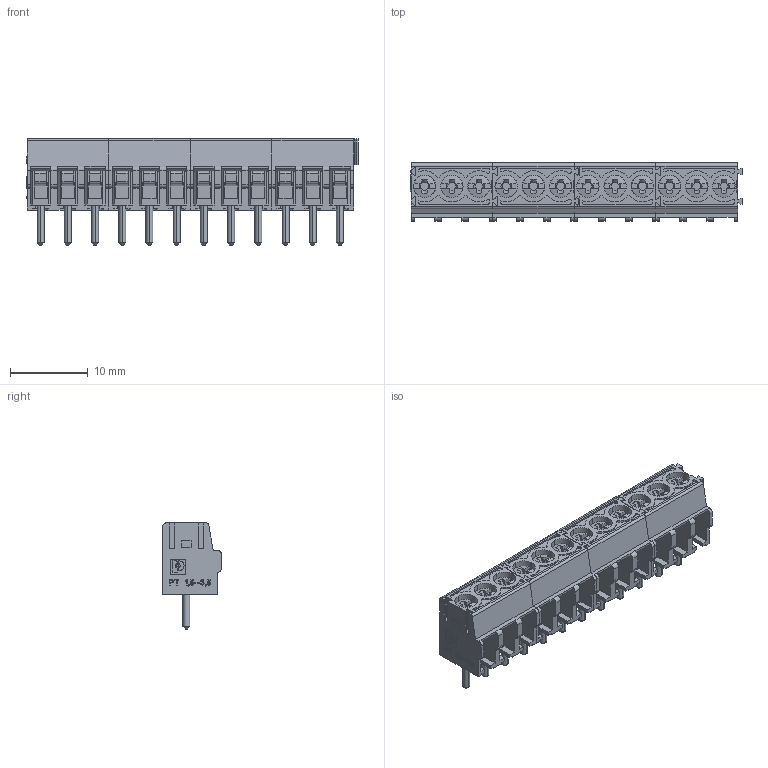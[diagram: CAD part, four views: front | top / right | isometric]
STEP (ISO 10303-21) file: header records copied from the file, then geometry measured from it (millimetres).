
FILE_DESCRIPTION(('Creo Elements/Direct Modeling STEP Export'),'2;1');
FILE_NAME('model.stp','2019-05-27T 9:37:02',(''),(''),'Creo Elements/Direct Modeling STEP processor for AP214 (Solid Model)','Creo Elements/Direct Modeling 20.1A 29-Sep-2018 (C) Parametric Technology GmbH','');
FILE_SCHEMA(('AUTOMOTIVE_DESIGN { 1 0 10303 214 1 1 1 1 }'));
Length unit declared in the file: millimetre
Products named in the file (5): LP_PT_1_5_klh_3_5_horizontal.2; AC_PT_1_5_PVH_H0_Schraube.1; AT_PT_1_5_3_50_H; PT_1_5-3-3_50_H.1.1.1; PT_1_5-12-3_50_H
Assembly tree (11 placements, depth 3):
  PT_1_5-12-3_50_H
    PT_1_5-3-3_50_H.1.1.1  x4
      LP_PT_1_5_klh_3_5_horizontal.2
      AC_PT_1_5_PVH_H0_Schraube.1
      AT_PT_1_5_3_50_H
Bounding box: 42.7 x 7.55 x 13.65 mm (x, y, z)
Volume: 1949 mm3; surface area: 5508.5 mm2
Topology: 28 solids, 28 shells, 2752 faces, 7872 edges, 5244 vertices
Faces by surface type: plane 2188, cylinder 448, cone 72, sphere 24, extrusion 20
Entity records: 23042 total; most frequent: CARTESIAN_POINT 3654, ORIENTED_EDGE 3220, DIRECTION 2836, EDGE_CURVE 1610, VECTOR 1380, LINE 1375, VERTEX_POINT 1073, AXIS2_PLACEMENT_3D 728
